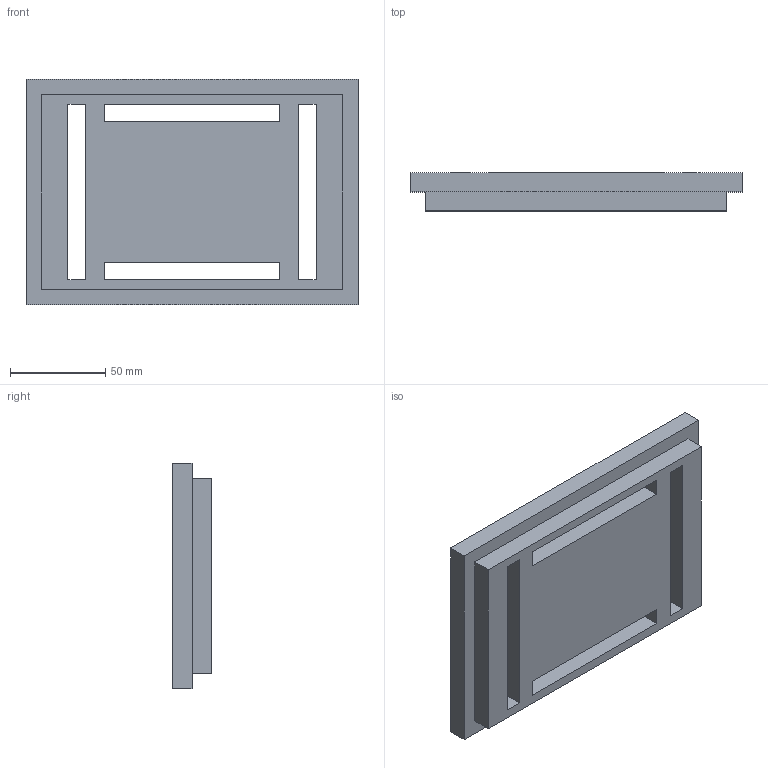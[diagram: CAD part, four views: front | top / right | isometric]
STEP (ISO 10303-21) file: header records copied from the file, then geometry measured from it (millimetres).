
FILE_DESCRIPTION (( 'STEP AP214' ), '1' );
FILE_NAME ('Box Lid.STEP', '2026-02-27T19:34:51', ( '' ), ( '' ), 'SwSTEP 2.0', 'SolidWorks 2025', '' );
FILE_SCHEMA (( 'AUTOMOTIVE_DESIGN' ));
Length unit declared in the file: millimetre
Products named in the file (1): Box Lid
Bounding box: 174 x 20 x 118 mm (x, y, z)
Volume: 300240 mm3; surface area: 61640 mm2
Topology: 1 solids, 1 shells, 27 faces, 72 edges, 48 vertices
Faces by surface type: plane 27
Entity records: 865 total; most frequent: CARTESIAN_POINT 148, ORIENTED_EDGE 144, DIRECTION 128, LINE 72, EDGE_CURVE 72, VECTOR 72, VERTEX_POINT 48, EDGE_LOOP 36
